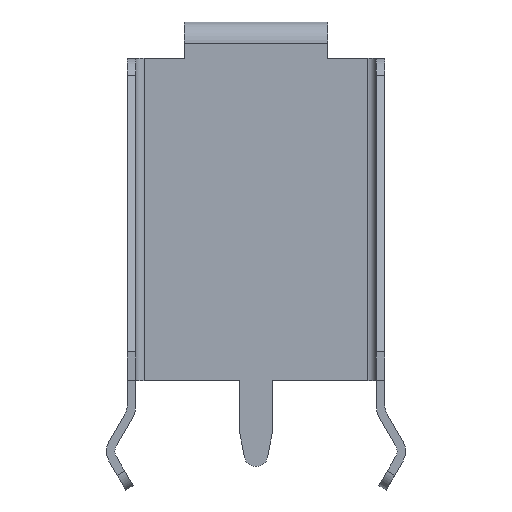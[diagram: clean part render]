
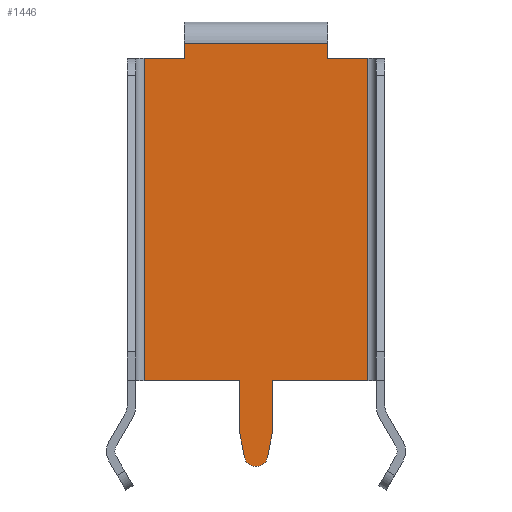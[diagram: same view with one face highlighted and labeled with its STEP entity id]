
A CAD part, left-side view. The second image highlights one B-rep face of the part: STEP entity #1446.
In plain terms, the highlighted planar face has unit normal (-1, 0, 0).
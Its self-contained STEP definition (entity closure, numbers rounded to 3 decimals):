
#67=CIRCLE('',#1561,0.381);
#68=CIRCLE('',#1562,0.381);
#124=FACE_OUTER_BOUND('',#204,.T.);
#204=EDGE_LOOP('',(#1061,#1062,#1063,#1064,#1065,#1066,#1067,#1068,#1069,
#1070,#1071,#1072,#1073,#1074,#1075,#1076));
#266=LINE('',#2096,#424);
#284=LINE('',#2138,#442);
#332=LINE('',#2255,#490);
#335=LINE('',#2272,#493);
#337=LINE('',#2275,#495);
#338=LINE('',#2277,#496);
#339=LINE('',#2279,#497);
#340=LINE('',#2281,#498);
#341=LINE('',#2282,#499);
#342=LINE('',#2284,#500);
#343=LINE('',#2286,#501);
#344=LINE('',#2290,#502);
#345=LINE('',#2294,#503);
#346=LINE('',#2295,#504);
#424=VECTOR('',#1662,1000.);
#442=VECTOR('',#1690,1000.);
#490=VECTOR('',#1786,1000.);
#493=VECTOR('',#1809,1000.);
#495=VECTOR('',#1813,1000.);
#496=VECTOR('',#1816,1000.);
#497=VECTOR('',#1817,1000.);
#498=VECTOR('',#1818,1000.);
#499=VECTOR('',#1819,1000.);
#500=VECTOR('',#1820,1000.);
#501=VECTOR('',#1821,1000.);
#502=VECTOR('',#1824,1000.);
#503=VECTOR('',#1827,1000.);
#504=VECTOR('',#1828,1000.);
#579=VERTEX_POINT('',#2089);
#582=VERTEX_POINT('',#2094);
#599=VERTEX_POINT('',#2134);
#601=VERTEX_POINT('',#2137);
#644=VERTEX_POINT('',#2249);
#646=VERTEX_POINT('',#2253);
#647=VERTEX_POINT('',#2263);
#649=VERTEX_POINT('',#2269);
#651=VERTEX_POINT('',#2278);
#652=VERTEX_POINT('',#2280);
#653=VERTEX_POINT('',#2283);
#654=VERTEX_POINT('',#2285);
#655=VERTEX_POINT('',#2287);
#656=VERTEX_POINT('',#2289);
#657=VERTEX_POINT('',#2291);
#658=VERTEX_POINT('',#2293);
#722=EDGE_CURVE('',#582,#579,#266,.T.);
#740=EDGE_CURVE('',#601,#599,#284,.T.);
#802=EDGE_CURVE('',#644,#646,#332,.T.);
#811=EDGE_CURVE('',#649,#647,#335,.T.);
#813=EDGE_CURVE('',#646,#647,#337,.T.);
#814=EDGE_CURVE('',#601,#582,#338,.T.);
#815=EDGE_CURVE('',#651,#599,#339,.T.);
#816=EDGE_CURVE('',#652,#651,#340,.T.);
#817=EDGE_CURVE('',#652,#644,#341,.T.);
#818=EDGE_CURVE('',#653,#649,#342,.T.);
#819=EDGE_CURVE('',#654,#653,#343,.T.);
#820=EDGE_CURVE('',#655,#654,#67,.T.);
#821=EDGE_CURVE('',#656,#655,#344,.T.);
#822=EDGE_CURVE('',#657,#656,#68,.T.);
#823=EDGE_CURVE('',#658,#657,#345,.T.);
#824=EDGE_CURVE('',#579,#658,#346,.T.);
#1061=ORIENTED_EDGE('',*,*,#722,.F.);
#1062=ORIENTED_EDGE('',*,*,#814,.F.);
#1063=ORIENTED_EDGE('',*,*,#740,.T.);
#1064=ORIENTED_EDGE('',*,*,#815,.F.);
#1065=ORIENTED_EDGE('',*,*,#816,.F.);
#1066=ORIENTED_EDGE('',*,*,#817,.T.);
#1067=ORIENTED_EDGE('',*,*,#802,.T.);
#1068=ORIENTED_EDGE('',*,*,#813,.T.);
#1069=ORIENTED_EDGE('',*,*,#811,.F.);
#1070=ORIENTED_EDGE('',*,*,#818,.F.);
#1071=ORIENTED_EDGE('',*,*,#819,.F.);
#1072=ORIENTED_EDGE('',*,*,#820,.F.);
#1073=ORIENTED_EDGE('',*,*,#821,.F.);
#1074=ORIENTED_EDGE('',*,*,#822,.F.);
#1075=ORIENTED_EDGE('',*,*,#823,.F.);
#1076=ORIENTED_EDGE('',*,*,#824,.F.);
#1393=PLANE('',#1560);
#1446=ADVANCED_FACE('',(#124),#1393,.T.);
#1560=AXIS2_PLACEMENT_3D('',#2276,#1814,#1815);
#1561=AXIS2_PLACEMENT_3D('',#2288,#1822,#1823);
#1562=AXIS2_PLACEMENT_3D('',#2292,#1825,#1826);
#1662=DIRECTION('',(0.,1.,0.));
#1690=DIRECTION('',(0.,1.,0.));
#1786=DIRECTION('',(0.,1.,0.));
#1809=DIRECTION('',(0.,1.,0.));
#1813=DIRECTION('',(0.,0.,-1.));
#1814=DIRECTION('center_axis',(-1.,0.,0.));
#1815=DIRECTION('ref_axis',(0.,-1.,0.));
#1816=DIRECTION('',(0.,0.,-1.));
#1817=DIRECTION('',(0.,0.,-1.));
#1818=DIRECTION('',(0.,-1.,0.));
#1819=DIRECTION('',(0.,0.,-1.));
#1820=DIRECTION('',(0.,0.,1.));
#1821=DIRECTION('',(0.,0.191,0.982));
#1822=DIRECTION('center_axis',(1.,0.,0.));
#1823=DIRECTION('ref_axis',(0.,-1.,0.));
#1824=DIRECTION('',(0.,1.,0.));
#1825=DIRECTION('center_axis',(1.,0.,0.));
#1826=DIRECTION('ref_axis',(0.,1.,0.));
#1827=DIRECTION('',(0.,0.191,-0.982));
#1828=DIRECTION('',(0.,0.,-1.));
#2089=CARTESIAN_POINT('',(2.87,-0.72,0.));
#2094=CARTESIAN_POINT('',(2.87,-4.11,0.));
#2096=CARTESIAN_POINT('',(2.87,-4.11,0.));
#2134=CARTESIAN_POINT('',(2.87,-2.688,11.43));
#2137=CARTESIAN_POINT('',(2.87,-4.11,11.43));
#2138=CARTESIAN_POINT('',(2.87,-4.11,11.43));
#2249=CARTESIAN_POINT('',(2.87,2.392,11.43));
#2253=CARTESIAN_POINT('',(2.87,3.814,11.43));
#2255=CARTESIAN_POINT('',(2.87,-4.11,11.43));
#2263=CARTESIAN_POINT('',(2.87,3.814,0.));
#2269=CARTESIAN_POINT('',(2.87,0.424,0.));
#2272=CARTESIAN_POINT('',(2.87,-4.11,0.));
#2275=CARTESIAN_POINT('',(2.87,3.814,11.43));
#2276=CARTESIAN_POINT('Origin',(2.87,-4.11,11.43));
#2277=CARTESIAN_POINT('',(2.87,-4.11,11.43));
#2278=CARTESIAN_POINT('',(2.87,-2.688,11.963));
#2279=CARTESIAN_POINT('',(2.87,-2.688,11.963));
#2280=CARTESIAN_POINT('',(2.87,2.392,11.963));
#2281=CARTESIAN_POINT('',(2.87,2.392,11.963));
#2282=CARTESIAN_POINT('',(2.87,2.392,11.963));
#2283=CARTESIAN_POINT('',(2.87,0.424,-1.89));
#2284=CARTESIAN_POINT('',(2.87,0.424,0.));
#2285=CARTESIAN_POINT('',(2.87,0.258,-2.74));
#2286=CARTESIAN_POINT('',(2.87,0.424,-1.89));
#2287=CARTESIAN_POINT('',(2.87,-0.116,-3.048));
#2288=CARTESIAN_POINT('Origin',(2.87,-0.116,-2.667));
#2289=CARTESIAN_POINT('',(2.87,-0.18,-3.048));
#2290=CARTESIAN_POINT('',(2.87,-0.116,-3.048));
#2291=CARTESIAN_POINT('',(2.87,-0.554,-2.74));
#2292=CARTESIAN_POINT('Origin',(2.87,-0.18,-2.667));
#2293=CARTESIAN_POINT('',(2.87,-0.719,-1.89));
#2294=CARTESIAN_POINT('',(2.87,-0.719,-1.89));
#2295=CARTESIAN_POINT('',(2.87,-0.72,0.));
